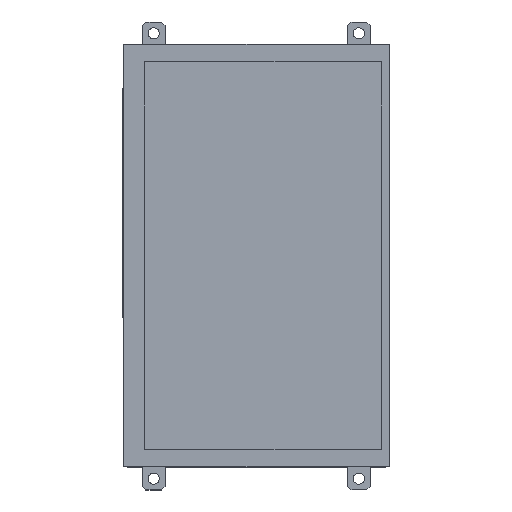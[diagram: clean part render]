
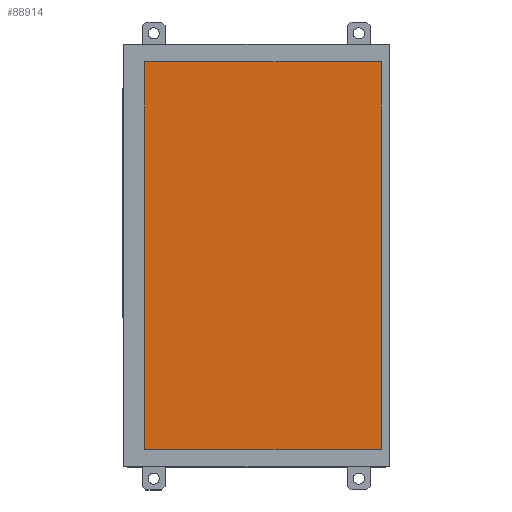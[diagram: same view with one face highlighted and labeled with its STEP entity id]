
A CAD part, top view. The second image highlights one B-rep face of the part: STEP entity #88914.
In plain terms, the highlighted planar face has unit normal (0, 0, 1).
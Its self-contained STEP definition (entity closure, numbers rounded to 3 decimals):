
#8640=FACE_OUTER_BOUND('',#12994,.T.);
#12994=EDGE_LOOP('',(#81132,#81133,#81134,#81135));
#23860=LINE('',#152679,#34780);
#23863=LINE('',#152685,#34783);
#23866=LINE('',#152691,#34786);
#23869=LINE('',#152695,#34789);
#34780=VECTOR('',#118012,10.);
#34783=VECTOR('',#118017,10.);
#34786=VECTOR('',#118022,10.);
#34789=VECTOR('',#118027,10.);
#43096=VERTEX_POINT('',#152676);
#43097=VERTEX_POINT('',#152678);
#43099=VERTEX_POINT('',#152684);
#43101=VERTEX_POINT('',#152690);
#55782=EDGE_CURVE('',#43097,#43096,#23860,.T.);
#55785=EDGE_CURVE('',#43099,#43097,#23863,.T.);
#55788=EDGE_CURVE('',#43101,#43099,#23866,.T.);
#55791=EDGE_CURVE('',#43096,#43101,#23869,.T.);
#81132=ORIENTED_EDGE('',*,*,#55791,.T.);
#81133=ORIENTED_EDGE('',*,*,#55788,.T.);
#81134=ORIENTED_EDGE('',*,*,#55785,.T.);
#81135=ORIENTED_EDGE('',*,*,#55782,.T.);
#84625=PLANE('',#95402);
#88914=ADVANCED_FACE('',(#8640),#84625,.T.);
#95402=AXIS2_PLACEMENT_3D('',#152696,#118028,#118029);
#118012=DIRECTION('',(0.,1.,0.));
#118017=DIRECTION('',(1.,0.,0.));
#118022=DIRECTION('',(0.,-1.,0.));
#118027=DIRECTION('',(-1.,0.,0.));
#118028=DIRECTION('center_axis',(0.,0.,1.));
#118029=DIRECTION('ref_axis',(1.,0.,0.));
#152676=CARTESIAN_POINT('',(33.75,55.35,2.85));
#152678=CARTESIAN_POINT('',(33.75,-55.35,2.85));
#152679=CARTESIAN_POINT('',(33.75,-55.35,2.85));
#152684=CARTESIAN_POINT('',(-33.75,-55.35,2.85));
#152685=CARTESIAN_POINT('',(-33.75,-55.35,2.85));
#152690=CARTESIAN_POINT('',(-33.75,55.35,2.85));
#152691=CARTESIAN_POINT('',(-33.75,55.35,2.85));
#152695=CARTESIAN_POINT('',(33.75,55.35,2.85));
#152696=CARTESIAN_POINT('Origin',(0.,0.,
2.85));
